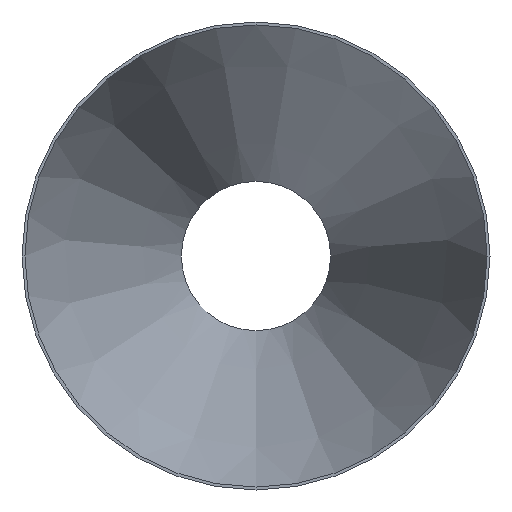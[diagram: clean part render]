
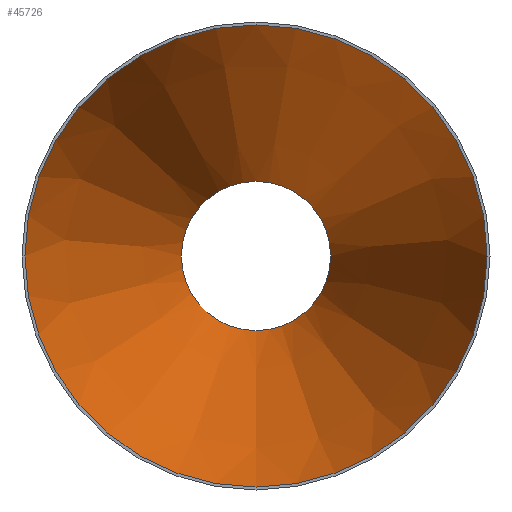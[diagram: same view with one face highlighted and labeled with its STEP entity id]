
A CAD part, front view. The second image highlights one B-rep face of the part: STEP entity #45726.
In plain terms, the highlighted conical face has half-angle 18.487 degrees and reference radius 250.837 mm.
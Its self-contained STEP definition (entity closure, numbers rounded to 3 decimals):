
#621 = AXIS2_PLACEMENT_3D ( 'NONE', #28682, #40741, #9001 ) ;
#1507 = CARTESIAN_POINT ( 'NONE',  ( 0., 0., -250.837 ) ) ;
#5411 = CARTESIAN_POINT ( 'NONE',  ( 0., 508., -80.987 ) ) ;
#9001 = DIRECTION ( 'NONE',  ( 0., 0., -1. ) ) ;
#12650 = ORIENTED_EDGE ( 'NONE', *, *, #14898, .F. ) ;
#13609 = AXIS2_PLACEMENT_3D ( 'NONE', #27137, #19516, #15585 ) ;
#14898 = EDGE_CURVE ( 'NONE', #29281, #29281, #51736, .T. ) ;
#15585 = DIRECTION ( 'NONE',  ( 0., 0., -1. ) ) ;
#16121 = CONICAL_SURFACE ( 'NONE', #13609, 250.837, 0.323 ) ;
#19516 = DIRECTION ( 'NONE',  ( 0., -1., 0. ) ) ;
#25266 = EDGE_LOOP ( 'NONE', ( #28524 ) ) ;
#25837 = EDGE_LOOP ( 'NONE', ( #12650 ) ) ;
#27137 = CARTESIAN_POINT ( 'NONE',  ( 0., 0., 0. ) ) ;
#27214 = DIRECTION ( 'NONE',  ( 0., 0., -1. ) ) ;
#28524 = ORIENTED_EDGE ( 'NONE', *, *, #36169, .T. ) ;
#28682 = CARTESIAN_POINT ( 'NONE',  ( 0., 0., 0. ) ) ;
#29281 = VERTEX_POINT ( 'NONE', #5411 ) ;
#31164 = DIRECTION ( 'NONE',  ( 0., -1., 0. ) ) ;
#36169 = EDGE_CURVE ( 'NONE', #37400, #37400, #47470, .T. ) ;
#37400 = VERTEX_POINT ( 'NONE', #1507 ) ;
#38377 = AXIS2_PLACEMENT_3D ( 'NONE', #42980, #31164, #27214 ) ;
#39220 = FACE_BOUND ( 'NONE', #25837, .T. ) ;
#40741 = DIRECTION ( 'NONE',  ( 0., -1., 0. ) ) ;
#42980 = CARTESIAN_POINT ( 'NONE',  ( 0., 508., 0. ) ) ;
#45726 = ADVANCED_FACE ( 'NONE', ( #39220, #51498 ), #16121, .F. ) ;
#47470 = CIRCLE ( 'NONE', #621, 250.837 ) ;
#51498 = FACE_OUTER_BOUND ( 'NONE', #25266, .T. ) ;
#51736 = CIRCLE ( 'NONE', #38377, 80.987 ) ;
